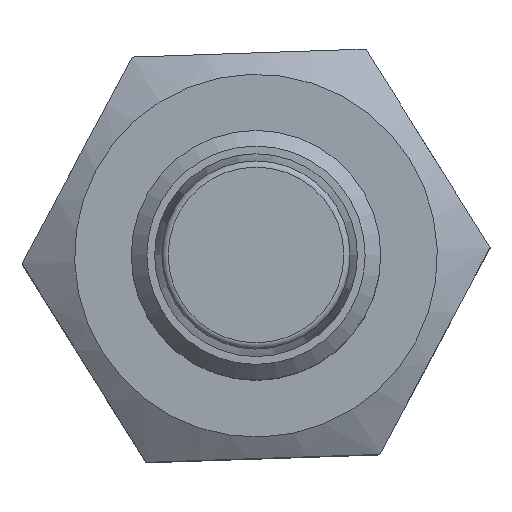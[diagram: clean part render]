
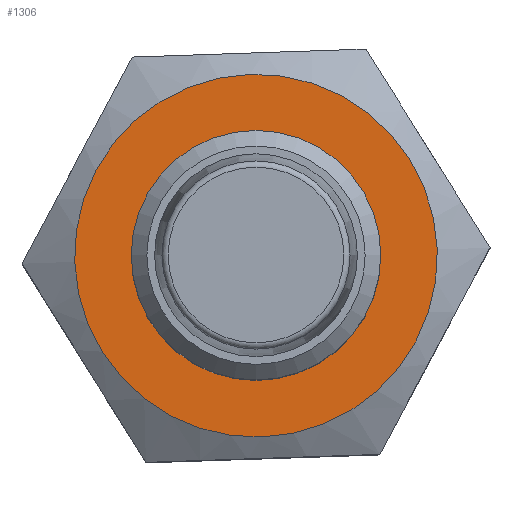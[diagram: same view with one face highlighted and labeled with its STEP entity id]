
A CAD part, top view. The second image highlights one B-rep face of the part: STEP entity #1306.
In plain terms, the highlighted planar face has unit normal (0, 0, 1).
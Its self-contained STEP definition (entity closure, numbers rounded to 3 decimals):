
#90=PLANE('',#1465);
#116=CIRCLE('',#1366,4.);
#157=CIRCLE('',#1463,5.815);
#240=FACE_BOUND('',#467,.T.);
#318=FACE_OUTER_BOUND('',#466,.T.);
#466=EDGE_LOOP('',(#982));
#467=EDGE_LOOP('',(#983));
#567=VERTEX_POINT('',#2001);
#624=VERTEX_POINT('',#2480);
#677=EDGE_CURVE('',#567,#567,#116,.T.);
#752=EDGE_CURVE('',#624,#624,#157,.T.);
#982=ORIENTED_EDGE('',*,*,#752,.T.);
#983=ORIENTED_EDGE('',*,*,#677,.F.);
#1306=ADVANCED_FACE('',(#318,#240),#90,.F.);
#1366=AXIS2_PLACEMENT_3D('',#2002,#1562,#1563);
#1463=AXIS2_PLACEMENT_3D('',#2481,#1762,#1763);
#1465=AXIS2_PLACEMENT_3D('',#2483,#1766,#1767);
#1562=DIRECTION('center_axis',(0.,0.,
1.));
#1563=DIRECTION('ref_axis',(-1.,0.,0.));
#1762=DIRECTION('center_axis',(0.,0.,
1.));
#1763=DIRECTION('ref_axis',(-0.999,-0.034,0.));
#1766=DIRECTION('center_axis',(0.,0.,
-1.));
#1767=DIRECTION('ref_axis',(0.034,-0.999,0.));
#2001=CARTESIAN_POINT('',(4.,0.,38.494));
#2002=CARTESIAN_POINT('Origin',(0.,0.,38.494));
#2480=CARTESIAN_POINT('',(-5.812,-0.198,38.494));
#2481=CARTESIAN_POINT('Origin',(0.,0.,38.494));
#2483=CARTESIAN_POINT('Origin',(0.,0.,
38.494));
